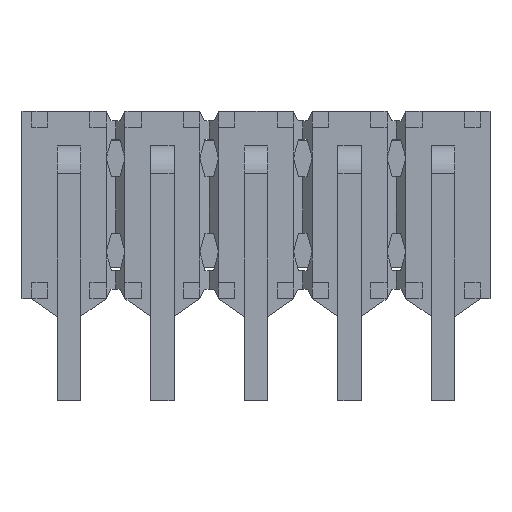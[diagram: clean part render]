
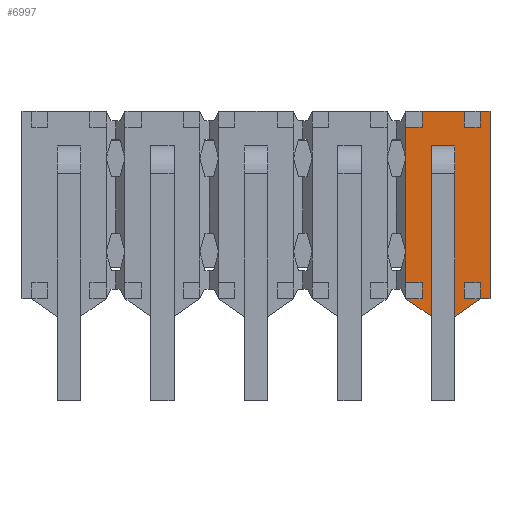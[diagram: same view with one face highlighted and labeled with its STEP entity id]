
A CAD part, front view. The second image highlights one B-rep face of the part: STEP entity #6997.
In plain terms, the highlighted planar face has unit normal (0, -1, 0).
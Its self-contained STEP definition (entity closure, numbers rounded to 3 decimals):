
#364 = VERTEX_POINT('',#365);
#365 = CARTESIAN_POINT('',(-4.064,0.508,-1.27));
#389 = VERTEX_POINT('',#390);
#390 = CARTESIAN_POINT('',(-4.064,0.508,1.27));
#396 = EDGE_CURVE('',#389,#364,#397,.T.);
#397 = LINE('',#398,#399);
#398 = CARTESIAN_POINT('',(-4.064,0.508,12.7));
#399 = VECTOR('',#400,1.);
#400 = DIRECTION('',(0.,0.,-1.));
#424 = EDGE_CURVE('',#364,#425,#427,.T.);
#425 = VERTEX_POINT('',#426);
#426 = CARTESIAN_POINT('',(-4.064,0.508,-2.108));
#427 = LINE('',#428,#429);
#428 = CARTESIAN_POINT('',(-4.064,0.508,12.7));
#429 = VECTOR('',#430,1.);
#430 = DIRECTION('',(0.,0.,-1.));
#2550 = VERTEX_POINT('',#2551);
#2551 = CARTESIAN_POINT('',(-4.064,0.508,2.54));
#2558 = VERTEX_POINT('',#2559);
#2559 = CARTESIAN_POINT('',(-4.064,0.508,2.108));
#2565 = EDGE_CURVE('',#2558,#389,#2566,.T.);
#2566 = LINE('',#2567,#2568);
#2567 = CARTESIAN_POINT('',(-4.064,0.508,12.7));
#2568 = VECTOR('',#2569,1.);
#2569 = DIRECTION('',(0.,0.,-1.));
#2602 = VERTEX_POINT('',#2603);
#2603 = CARTESIAN_POINT('',(-4.506,0.508,-2.54));
#2609 = EDGE_CURVE('',#2610,#2602,#2612,.T.);
#2610 = VERTEX_POINT('',#2611);
#2611 = CARTESIAN_POINT('',(-5.654,0.508,-2.54));
#2612 = LINE('',#2613,#2614);
#2613 = CARTESIAN_POINT('',(6.35,0.508,-2.54));
#2614 = VECTOR('',#2615,1.);
#2615 = DIRECTION('',(1.,0.,0.));
#2634 = VERTEX_POINT('',#2635);
#2635 = CARTESIAN_POINT('',(-6.086,0.508,-2.54));
#2641 = EDGE_CURVE('',#2642,#2634,#2644,.T.);
#2642 = VERTEX_POINT('',#2643);
#2643 = CARTESIAN_POINT('',(-6.35,0.508,-2.54));
#2644 = LINE('',#2645,#2646);
#2645 = CARTESIAN_POINT('',(6.35,0.508,-2.54));
#2646 = VECTOR('',#2647,1.);
#2647 = DIRECTION('',(1.,0.,0.));
#4025 = EDGE_CURVE('',#4026,#4028,#4030,.T.);
#4026 = VERTEX_POINT('',#4027);
#4027 = CARTESIAN_POINT('',(-6.086,0.508,2.54));
#4028 = VERTEX_POINT('',#4029);
#4029 = CARTESIAN_POINT('',(-6.086,0.508,2.108));
#4030 = LINE('',#4031,#4032);
#4031 = CARTESIAN_POINT('',(-6.086,0.508,5.08));
#4032 = VECTOR('',#4033,1.);
#4033 = DIRECTION('',(0.,0.,-1.));
#4058 = VERTEX_POINT('',#4059);
#4059 = CARTESIAN_POINT('',(-6.086,0.508,-2.108));
#4065 = EDGE_CURVE('',#4058,#2634,#4066,.T.);
#4066 = LINE('',#4067,#4068);
#4067 = CARTESIAN_POINT('',(-6.086,0.508,5.08));
#4068 = VECTOR('',#4069,1.);
#4069 = DIRECTION('',(0.,0.,-1.));
#4135 = EDGE_CURVE('',#4136,#4138,#4140,.T.);
#4136 = VERTEX_POINT('',#4137);
#4137 = CARTESIAN_POINT('',(-4.506,0.508,2.54));
#4138 = VERTEX_POINT('',#4139);
#4139 = CARTESIAN_POINT('',(-4.506,0.508,2.108));
#4140 = LINE('',#4141,#4142);
#4141 = CARTESIAN_POINT('',(-4.506,0.508,5.08));
#4142 = VECTOR('',#4143,1.);
#4143 = DIRECTION('',(0.,0.,-1.));
#4168 = VERTEX_POINT('',#4169);
#4169 = CARTESIAN_POINT('',(-4.506,0.508,-2.108));
#4175 = EDGE_CURVE('',#4168,#2602,#4176,.T.);
#4176 = LINE('',#4177,#4178);
#4177 = CARTESIAN_POINT('',(-4.506,0.508,5.08));
#4178 = VECTOR('',#4179,1.);
#4179 = DIRECTION('',(0.,0.,-1.));
#4192 = VERTEX_POINT('',#4193);
#4193 = CARTESIAN_POINT('',(-5.654,0.508,2.108));
#4199 = EDGE_CURVE('',#4200,#4192,#4202,.T.);
#4200 = VERTEX_POINT('',#4201);
#4201 = CARTESIAN_POINT('',(-5.654,0.508,2.54));
#4202 = LINE('',#4203,#4204);
#4203 = CARTESIAN_POINT('',(-5.654,0.508,5.08));
#4204 = VECTOR('',#4205,1.);
#4205 = DIRECTION('',(0.,0.,-1.));
#4221 = EDGE_CURVE('',#4222,#2610,#4224,.T.);
#4222 = VERTEX_POINT('',#4223);
#4223 = CARTESIAN_POINT('',(-5.654,0.508,-2.108));
#4224 = LINE('',#4225,#4226);
#4225 = CARTESIAN_POINT('',(-5.654,0.508,5.08));
#4226 = VECTOR('',#4227,1.);
#4227 = DIRECTION('',(0.,0.,-1.));
#4720 = EDGE_CURVE('',#4026,#4200,#4721,.T.);
#4721 = LINE('',#4722,#4723);
#4722 = CARTESIAN_POINT('',(-6.35,0.508,2.54));
#4723 = VECTOR('',#4724,1.);
#4724 = DIRECTION('',(1.,0.,0.));
#4739 = EDGE_CURVE('',#4136,#2550,#4740,.T.);
#4740 = LINE('',#4741,#4742);
#4741 = CARTESIAN_POINT('',(-6.35,0.508,2.54));
#4742 = VECTOR('',#4743,1.);
#4743 = DIRECTION('',(1.,0.,0.));
#5018 = VERTEX_POINT('',#5019);
#5019 = CARTESIAN_POINT('',(-4.763,0.508,0.927));
#5025 = EDGE_CURVE('',#5018,#5026,#5028,.T.);
#5026 = VERTEX_POINT('',#5027);
#5027 = CARTESIAN_POINT('',(-4.763,0.508,1.143));
#5028 = LINE('',#5029,#5030);
#5029 = CARTESIAN_POINT('',(-4.763,0.508,1.562));
#5030 = VECTOR('',#5031,1.);
#5031 = DIRECTION('',(0.,0.,1.));
#5218 = VERTEX_POINT('',#5219);
#5219 = CARTESIAN_POINT('',(-5.398,0.508,1.143));
#5225 = EDGE_CURVE('',#5218,#5226,#5228,.T.);
#5226 = VERTEX_POINT('',#5227);
#5227 = CARTESIAN_POINT('',(-5.398,0.508,0.927));
#5228 = LINE('',#5229,#5230);
#5229 = CARTESIAN_POINT('',(-5.398,0.508,0.927));
#5230 = VECTOR('',#5231,1.);
#5231 = DIRECTION('',(0.,0.,-1.));
#5752 = EDGE_CURVE('',#5226,#5018,#5753,.T.);
#5753 = LINE('',#5754,#5755);
#5754 = CARTESIAN_POINT('',(-4.763,0.508,0.927));
#5755 = VECTOR('',#5756,1.);
#5756 = DIRECTION('',(1.,0.,0.));
#5776 = VERTEX_POINT('',#5777);
#5777 = CARTESIAN_POINT('',(-5.398,0.508,-1.613));
#5783 = EDGE_CURVE('',#5776,#5784,#5786,.T.);
#5784 = VERTEX_POINT('',#5785);
#5785 = CARTESIAN_POINT('',(-4.763,0.508,-1.613));
#5786 = LINE('',#5787,#5788);
#5787 = CARTESIAN_POINT('',(-4.763,0.508,-1.613));
#5788 = VECTOR('',#5789,1.);
#5789 = DIRECTION('',(1.,0.,0.));
#5814 = EDGE_CURVE('',#5784,#5815,#5817,.T.);
#5815 = VERTEX_POINT('',#5816);
#5816 = CARTESIAN_POINT('',(-4.763,0.508,-0.978));
#5817 = LINE('',#5818,#5819);
#5818 = CARTESIAN_POINT('',(-4.763,0.508,-0.978));
#5819 = VECTOR('',#5820,1.);
#5820 = DIRECTION('',(0.,0.,1.));
#5845 = EDGE_CURVE('',#5815,#5846,#5848,.T.);
#5846 = VERTEX_POINT('',#5847);
#5847 = CARTESIAN_POINT('',(-5.398,0.508,-0.978));
#5848 = LINE('',#5849,#5850);
#5849 = CARTESIAN_POINT('',(-5.398,0.508,-0.978));
#5850 = VECTOR('',#5851,1.);
#5851 = DIRECTION('',(-1.,0.,0.));
#5964 = EDGE_CURVE('',#5846,#5776,#5965,.T.);
#5965 = LINE('',#5966,#5967);
#5966 = CARTESIAN_POINT('',(-5.398,0.508,-1.613));
#5967 = VECTOR('',#5968,1.);
#5968 = DIRECTION('',(0.,0.,-1.));
#6047 = EDGE_CURVE('',#6048,#6050,#6052,.T.);
#6048 = VERTEX_POINT('',#6049);
#6049 = CARTESIAN_POINT('',(-6.096,0.508,2.54));
#6050 = VERTEX_POINT('',#6051);
#6051 = CARTESIAN_POINT('',(-6.35,0.508,2.54));
#6052 = LINE('',#6053,#6054);
#6053 = CARTESIAN_POINT('',(-6.35,0.508,2.54));
#6054 = VECTOR('',#6055,1.);
#6055 = DIRECTION('',(-1.,0.,0.));
#6087 = EDGE_CURVE('',#6050,#2642,#6088,.T.);
#6088 = LINE('',#6089,#6090);
#6089 = CARTESIAN_POINT('',(-6.35,0.508,-2.54));
#6090 = VECTOR('',#6091,1.);
#6091 = DIRECTION('',(0.,0.,-1.));
#6378 = EDGE_CURVE('',#5026,#5218,#6379,.T.);
#6379 = LINE('',#6380,#6381);
#6380 = CARTESIAN_POINT('',(6.096,0.508,1.143));
#6381 = VECTOR('',#6382,1.);
#6382 = DIRECTION('',(-1.,0.,0.));
#6997 = ADVANCED_FACE('',(#6998,#7009,#7063,#7069),#7075,.F.);
#6998 = FACE_BOUND('',#6999,.T.);
#6999 = EDGE_LOOP('',(#7000,#7001,#7007,#7008));
#7000 = ORIENTED_EDGE('',*,*,#4199,.T.);
#7001 = ORIENTED_EDGE('',*,*,#7002,.T.);
#7002 = EDGE_CURVE('',#4192,#4028,#7003,.T.);
#7003 = LINE('',#7004,#7005);
#7004 = CARTESIAN_POINT('',(12.7,0.508,2.108));
#7005 = VECTOR('',#7006,1.);
#7006 = DIRECTION('',(-1.,0.,0.));
#7007 = ORIENTED_EDGE('',*,*,#4025,.F.);
#7008 = ORIENTED_EDGE('',*,*,#4720,.T.);
#7009 = FACE_BOUND('',#7010,.T.);
#7010 = EDGE_LOOP('',(#7011,#7012,#7013,#7014,#7020,#7021,#7022,#7023,
    #7029,#7030,#7031,#7032,#7038,#7039,#7040,#7048,#7056,#7062));
#7011 = ORIENTED_EDGE('',*,*,#6087,.T.);
#7012 = ORIENTED_EDGE('',*,*,#2641,.T.);
#7013 = ORIENTED_EDGE('',*,*,#4065,.F.);
#7014 = ORIENTED_EDGE('',*,*,#7015,.F.);
#7015 = EDGE_CURVE('',#4222,#4058,#7016,.T.);
#7016 = LINE('',#7017,#7018);
#7017 = CARTESIAN_POINT('',(12.7,0.508,-2.108));
#7018 = VECTOR('',#7019,1.);
#7019 = DIRECTION('',(-1.,0.,0.));
#7020 = ORIENTED_EDGE('',*,*,#4221,.T.);
#7021 = ORIENTED_EDGE('',*,*,#2609,.T.);
#7022 = ORIENTED_EDGE('',*,*,#4175,.F.);
#7023 = ORIENTED_EDGE('',*,*,#7024,.F.);
#7024 = EDGE_CURVE('',#425,#4168,#7025,.T.);
#7025 = LINE('',#7026,#7027);
#7026 = CARTESIAN_POINT('',(12.7,0.508,-2.108));
#7027 = VECTOR('',#7028,1.);
#7028 = DIRECTION('',(-1.,0.,0.));
#7029 = ORIENTED_EDGE('',*,*,#424,.F.);
#7030 = ORIENTED_EDGE('',*,*,#396,.F.);
#7031 = ORIENTED_EDGE('',*,*,#2565,.F.);
#7032 = ORIENTED_EDGE('',*,*,#7033,.T.);
#7033 = EDGE_CURVE('',#2558,#4138,#7034,.T.);
#7034 = LINE('',#7035,#7036);
#7035 = CARTESIAN_POINT('',(12.7,0.508,2.108));
#7036 = VECTOR('',#7037,1.);
#7037 = DIRECTION('',(-1.,0.,0.));
#7038 = ORIENTED_EDGE('',*,*,#4135,.F.);
#7039 = ORIENTED_EDGE('',*,*,#4739,.T.);
#7040 = ORIENTED_EDGE('',*,*,#7041,.F.);
#7041 = EDGE_CURVE('',#7042,#2550,#7044,.T.);
#7042 = VERTEX_POINT('',#7043);
#7043 = CARTESIAN_POINT('',(-4.752,0.508,3.023));
#7044 = LINE('',#7045,#7046);
#7045 = CARTESIAN_POINT('',(-4.752,0.508,3.023));
#7046 = VECTOR('',#7047,1.);
#7047 = DIRECTION('',(0.819,0.,-0.574));
#7048 = ORIENTED_EDGE('',*,*,#7049,.F.);
#7049 = EDGE_CURVE('',#7050,#7042,#7052,.T.);
#7050 = VERTEX_POINT('',#7051);
#7051 = CARTESIAN_POINT('',(-5.408,0.508,3.023));
#7052 = LINE('',#7053,#7054);
#7053 = CARTESIAN_POINT('',(-5.408,0.508,3.023));
#7054 = VECTOR('',#7055,1.);
#7055 = DIRECTION('',(1.,0.,0.));
#7056 = ORIENTED_EDGE('',*,*,#7057,.F.);
#7057 = EDGE_CURVE('',#6048,#7050,#7058,.T.);
#7058 = LINE('',#7059,#7060);
#7059 = CARTESIAN_POINT('',(-6.096,0.508,2.54));
#7060 = VECTOR('',#7061,1.);
#7061 = DIRECTION('',(0.819,0.,0.574));
#7062 = ORIENTED_EDGE('',*,*,#6047,.T.);
#7063 = FACE_BOUND('',#7064,.T.);
#7064 = EDGE_LOOP('',(#7065,#7066,#7067,#7068));
#7065 = ORIENTED_EDGE('',*,*,#5964,.F.);
#7066 = ORIENTED_EDGE('',*,*,#5845,.F.);
#7067 = ORIENTED_EDGE('',*,*,#5814,.F.);
#7068 = ORIENTED_EDGE('',*,*,#5783,.F.);
#7069 = FACE_BOUND('',#7070,.T.);
#7070 = EDGE_LOOP('',(#7071,#7072,#7073,#7074));
#7071 = ORIENTED_EDGE('',*,*,#6378,.F.);
#7072 = ORIENTED_EDGE('',*,*,#5025,.F.);
#7073 = ORIENTED_EDGE('',*,*,#5752,.F.);
#7074 = ORIENTED_EDGE('',*,*,#5225,.F.);
#7075 = PLANE('',#7076);
#7076 = AXIS2_PLACEMENT_3D('',#7077,#7078,#7079);
#7077 = CARTESIAN_POINT('',(0.,0.508,0.));
#7078 = DIRECTION('',(0.,1.,0.));
#7079 = DIRECTION('',(0.,-0.,1.));
